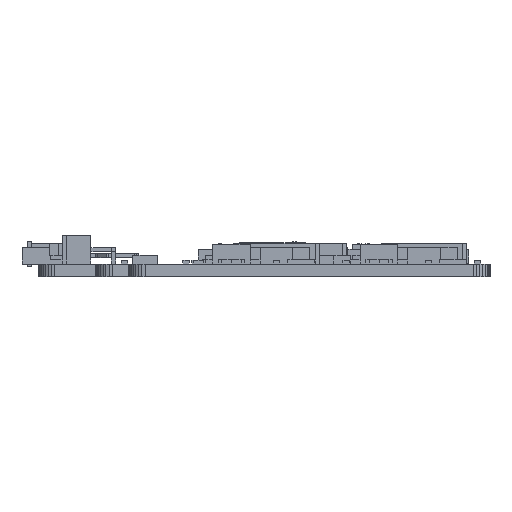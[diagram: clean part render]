
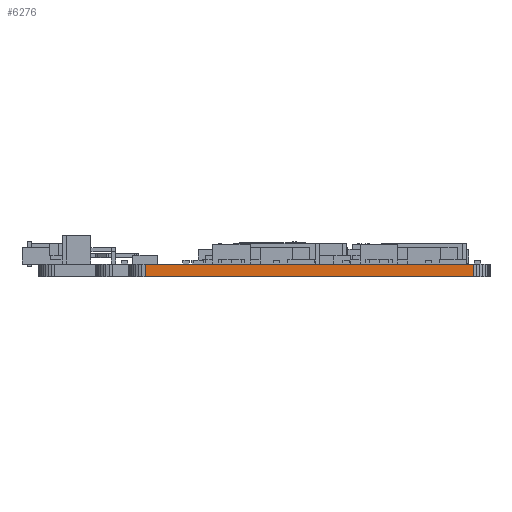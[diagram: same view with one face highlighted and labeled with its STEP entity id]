
A CAD part, left-side view. The second image highlights one B-rep face of the part: STEP entity #6276.
In plain terms, the highlighted planar face has unit normal (-1, 0, 0).
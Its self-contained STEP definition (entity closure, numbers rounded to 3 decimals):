
#511 = PLANE('',#512);
#512 = AXIS2_PLACEMENT_3D('',#513,#514,#515);
#513 = CARTESIAN_POINT('',(93.,116.,1.531));
#514 = DIRECTION('',(0.,0.,-1.));
#515 = DIRECTION('',(-1.,0.,0.));
#565 = PLANE('',#566);
#566 = AXIS2_PLACEMENT_3D('',#567,#568,#569);
#567 = CARTESIAN_POINT('',(93.,116.,0.));
#568 = DIRECTION('',(0.,0.,-1.));
#569 = DIRECTION('',(-1.,0.,0.));
#6168 = PLANE('',#6169);
#6169 = AXIS2_PLACEMENT_3D('',#6170,#6171,#6172);
#6170 = CARTESIAN_POINT('',(22.99,158.,0.));
#6171 = DIRECTION('',(0.,1.,0.));
#6172 = DIRECTION('',(1.,0.,0.));
#6206 = VERTEX_POINT('',#6207);
#6207 = CARTESIAN_POINT('',(23.,158.,1.531));
#6228 = EDGE_CURVE('',#6229,#6206,#6231,.T.);
#6229 = VERTEX_POINT('',#6230);
#6230 = CARTESIAN_POINT('',(23.,158.,0.));
#6231 = SURFACE_CURVE('',#6232,(#6236,#6243),.PCURVE_S1.);
#6232 = LINE('',#6233,#6234);
#6233 = CARTESIAN_POINT('',(23.,158.,0.));
#6234 = VECTOR('',#6235,1.);
#6235 = DIRECTION('',(0.,0.,1.));
#6236 = PCURVE('',#6168,#6237);
#6237 = DEFINITIONAL_REPRESENTATION('',(#6238),#6242);
#6238 = LINE('',#6239,#6240);
#6239 = CARTESIAN_POINT('',(0.01,0.));
#6240 = VECTOR('',#6241,1.);
#6241 = DIRECTION('',(0.,-1.));
#6242 = ( GEOMETRIC_REPRESENTATION_CONTEXT(2) 
PARAMETRIC_REPRESENTATION_CONTEXT() REPRESENTATION_CONTEXT('2D SPACE',''
  ) );
#6243 = PCURVE('',#6244,#6249);
#6244 = PLANE('',#6245);
#6245 = AXIS2_PLACEMENT_3D('',#6246,#6247,#6248);
#6246 = CARTESIAN_POINT('',(23.,158.,0.));
#6247 = DIRECTION('',(1.,0.,0.));
#6248 = DIRECTION('',(0.,-1.,0.));
#6249 = DEFINITIONAL_REPRESENTATION('',(#6250),#6254);
#6250 = LINE('',#6251,#6252);
#6251 = CARTESIAN_POINT('',(0.,0.));
#6252 = VECTOR('',#6253,1.);
#6253 = DIRECTION('',(0.,-1.));
#6254 = ( GEOMETRIC_REPRESENTATION_CONTEXT(2) 
PARAMETRIC_REPRESENTATION_CONTEXT() REPRESENTATION_CONTEXT('2D SPACE',''
  ) );
#6276 = ADVANCED_FACE('',(#6277),#6244,.F.);
#6277 = FACE_BOUND('',#6278,.F.);
#6278 = EDGE_LOOP('',(#6279,#6280,#6303,#6331));
#6279 = ORIENTED_EDGE('',*,*,#6228,.T.);
#6280 = ORIENTED_EDGE('',*,*,#6281,.T.);
#6281 = EDGE_CURVE('',#6206,#6282,#6284,.T.);
#6282 = VERTEX_POINT('',#6283);
#6283 = CARTESIAN_POINT('',(23.,118.,1.531));
#6284 = SURFACE_CURVE('',#6285,(#6289,#6296),.PCURVE_S1.);
#6285 = LINE('',#6286,#6287);
#6286 = CARTESIAN_POINT('',(23.,158.,1.531));
#6287 = VECTOR('',#6288,1.);
#6288 = DIRECTION('',(0.,-1.,0.));
#6289 = PCURVE('',#6244,#6290);
#6290 = DEFINITIONAL_REPRESENTATION('',(#6291),#6295);
#6291 = LINE('',#6292,#6293);
#6292 = CARTESIAN_POINT('',(0.,-1.531));
#6293 = VECTOR('',#6294,1.);
#6294 = DIRECTION('',(1.,0.));
#6295 = ( GEOMETRIC_REPRESENTATION_CONTEXT(2) 
PARAMETRIC_REPRESENTATION_CONTEXT() REPRESENTATION_CONTEXT('2D SPACE',''
  ) );
#6296 = PCURVE('',#511,#6297);
#6297 = DEFINITIONAL_REPRESENTATION('',(#6298),#6302);
#6298 = LINE('',#6299,#6300);
#6299 = CARTESIAN_POINT('',(70.,42.));
#6300 = VECTOR('',#6301,1.);
#6301 = DIRECTION('',(0.,-1.));
#6302 = ( GEOMETRIC_REPRESENTATION_CONTEXT(2) 
PARAMETRIC_REPRESENTATION_CONTEXT() REPRESENTATION_CONTEXT('2D SPACE',''
  ) );
#6303 = ORIENTED_EDGE('',*,*,#6304,.F.);
#6304 = EDGE_CURVE('',#6305,#6282,#6307,.T.);
#6305 = VERTEX_POINT('',#6306);
#6306 = CARTESIAN_POINT('',(23.,118.,0.));
#6307 = SURFACE_CURVE('',#6308,(#6312,#6319),.PCURVE_S1.);
#6308 = LINE('',#6309,#6310);
#6309 = CARTESIAN_POINT('',(23.,118.,0.));
#6310 = VECTOR('',#6311,1.);
#6311 = DIRECTION('',(0.,0.,1.));
#6312 = PCURVE('',#6244,#6313);
#6313 = DEFINITIONAL_REPRESENTATION('',(#6314),#6318);
#6314 = LINE('',#6315,#6316);
#6315 = CARTESIAN_POINT('',(40.,0.));
#6316 = VECTOR('',#6317,1.);
#6317 = DIRECTION('',(0.,-1.));
#6318 = ( GEOMETRIC_REPRESENTATION_CONTEXT(2) 
PARAMETRIC_REPRESENTATION_CONTEXT() REPRESENTATION_CONTEXT('2D SPACE',''
  ) );
#6319 = PCURVE('',#6320,#6325);
#6320 = PLANE('',#6321);
#6321 = AXIS2_PLACEMENT_3D('',#6322,#6323,#6324);
#6322 = CARTESIAN_POINT('',(23.,118.,0.));
#6323 = DIRECTION('',(0.,-1.,0.));
#6324 = DIRECTION('',(-1.,0.,0.));
#6325 = DEFINITIONAL_REPRESENTATION('',(#6326),#6330);
#6326 = LINE('',#6327,#6328);
#6327 = CARTESIAN_POINT('',(0.,0.));
#6328 = VECTOR('',#6329,1.);
#6329 = DIRECTION('',(0.,-1.));
#6330 = ( GEOMETRIC_REPRESENTATION_CONTEXT(2) 
PARAMETRIC_REPRESENTATION_CONTEXT() REPRESENTATION_CONTEXT('2D SPACE',''
  ) );
#6331 = ORIENTED_EDGE('',*,*,#6332,.F.);
#6332 = EDGE_CURVE('',#6229,#6305,#6333,.T.);
#6333 = SURFACE_CURVE('',#6334,(#6338,#6345),.PCURVE_S1.);
#6334 = LINE('',#6335,#6336);
#6335 = CARTESIAN_POINT('',(23.,158.,0.));
#6336 = VECTOR('',#6337,1.);
#6337 = DIRECTION('',(0.,-1.,0.));
#6338 = PCURVE('',#6244,#6339);
#6339 = DEFINITIONAL_REPRESENTATION('',(#6340),#6344);
#6340 = LINE('',#6341,#6342);
#6341 = CARTESIAN_POINT('',(0.,0.));
#6342 = VECTOR('',#6343,1.);
#6343 = DIRECTION('',(1.,0.));
#6344 = ( GEOMETRIC_REPRESENTATION_CONTEXT(2) 
PARAMETRIC_REPRESENTATION_CONTEXT() REPRESENTATION_CONTEXT('2D SPACE',''
  ) );
#6345 = PCURVE('',#565,#6346);
#6346 = DEFINITIONAL_REPRESENTATION('',(#6347),#6351);
#6347 = LINE('',#6348,#6349);
#6348 = CARTESIAN_POINT('',(70.,42.));
#6349 = VECTOR('',#6350,1.);
#6350 = DIRECTION('',(0.,-1.));
#6351 = ( GEOMETRIC_REPRESENTATION_CONTEXT(2) 
PARAMETRIC_REPRESENTATION_CONTEXT() REPRESENTATION_CONTEXT('2D SPACE',''
  ) );
